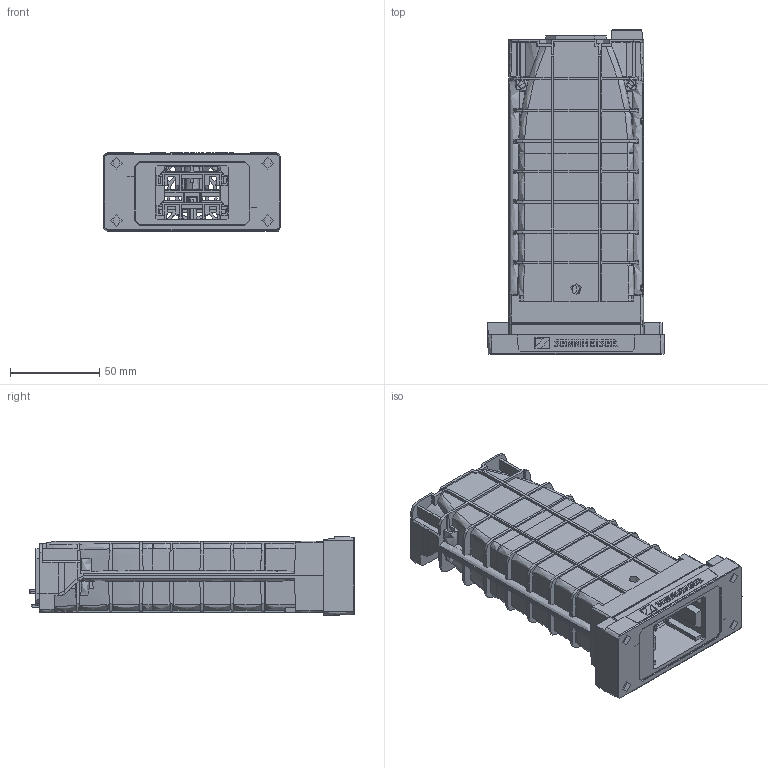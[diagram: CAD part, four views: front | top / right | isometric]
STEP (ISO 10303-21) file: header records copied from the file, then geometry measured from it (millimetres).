
FILE_DESCRIPTION(('none'),'2,1');
FILE_NAME('','Thu Sep 05 11:14:11 2019',('Unknown author'),(''),'HOOPS Exchange','Windows','Unknown authorisation');
FILE_SCHEMA( ('AUTOMOTIVE_DESIGN { 1 0 10303 214 1 1 1 1 }') );
Length unit declared in the file: millimetre
Products named in the file (5): 577536-01; 577538-03; 568935-07; 577540-03; 568937-09
Assembly tree (4 placements, depth 2):
  577536-01
    577538-03
    568935-07
    577540-03
    568937-09
Bounding box: 98.88 x 181.5 x 43.93 mm (x, y, z)
Volume: 101219.7 mm3; surface area: 140365.4 mm2
Topology: 3 solids, 3 shells, 2269 faces, 6792 edges, 4501 vertices
Faces by surface type: bspline 2269
Entity records: 90442 total; most frequent: CARTESIAN_POINT 49179, ORIENTED_EDGE 13512, EDGE_CURVE 6756, B_SPLINE_CURVE_WITH_KNOTS 6212, VERTEX_POINT 4501, EDGE_LOOP 2399, FACE_BOUND 2399, ADVANCED_FACE 2269
